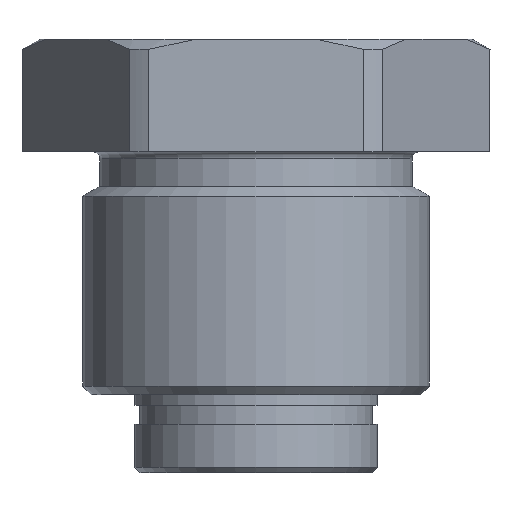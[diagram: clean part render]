
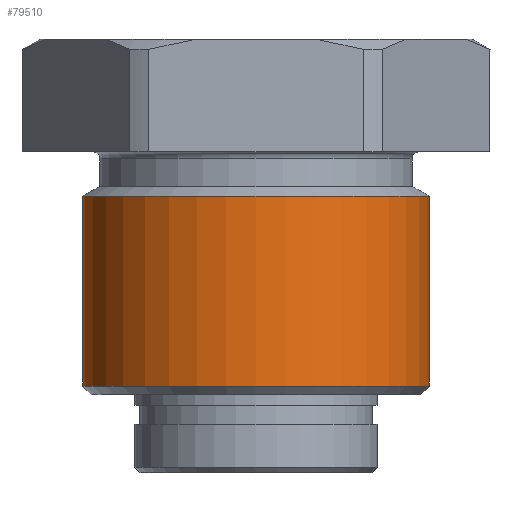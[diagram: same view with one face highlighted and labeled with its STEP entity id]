
A CAD part, front view. The second image highlights one B-rep face of the part: STEP entity #79510.
In plain terms, the highlighted cylindrical face has radius 10 mm (diameter 20 mm), a partial arc.
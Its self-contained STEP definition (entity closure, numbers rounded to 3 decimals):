
#78870=CARTESIAN_POINT('',(52.,48.,16.95));
#78880=DIRECTION('',(0.,0.,-1.));
#78890=DIRECTION('',(-1.,0.,0.));
#78900=AXIS2_PLACEMENT_3D('',#78870,#78880,#78890);
#78910=CIRCLE('',#78900,10.);
#78940=CARTESIAN_POINT('',(62.,48.,16.95));
#78950=VERTEX_POINT('',#78940);
#79100=CARTESIAN_POINT('',(42.,48.,16.95));
#79110=VERTEX_POINT('',#79100);
#79190=CARTESIAN_POINT('',(52.,48.,0.));
#79200=DIRECTION('',(0.,0.,-1.));
#79210=DIRECTION('',(-1.,0.,0.));
#79220=AXIS2_PLACEMENT_3D('',#79190,#79200,#79210);
#79230=CYLINDRICAL_SURFACE('',#79220,10.);
#79240=CARTESIAN_POINT('',(42.,48.,0.));
#79250=DIRECTION('',(0.,0.,-1.));
#79260=VECTOR('',#79250,1.);
#79270=LINE('',#79240,#79260);
#79280=CARTESIAN_POINT('',(42.,48.,6.));
#79290=VERTEX_POINT('617615-1458570632-94de80b037bf-0 1142632',#79280);
#79300=EDGE_CURVE('',#79110,#79290,#79270,.T.);
#79310=ORIENTED_EDGE('',*,*,#79300,.T.);
#79320=EDGE_CURVE('483018-1193038522-15c55b27c6-0 1217265',#78950,#79110
,#78910,.T.);
#79330=ORIENTED_EDGE('',*,*,#79320,.T.);
#79340=CARTESIAN_POINT('',(62.,48.,0.));
#79350=DIRECTION('',(0.,0.,-1.));
#79360=VECTOR('',#79350,1.);
#79370=LINE('',#79340,#79360);
#79380=CARTESIAN_POINT('',(62.,48.,6.));
#79390=VERTEX_POINT('',#79380);
#79400=EDGE_CURVE('',#78950,#79390,#79370,.T.);
#79410=ORIENTED_EDGE('',*,*,#79400,.F.);
#79420=CARTESIAN_POINT('',(52.,48.,6.));
#79430=DIRECTION('',(0.,0.,-1.));
#79440=DIRECTION('',(-1.,0.,0.));
#79450=AXIS2_PLACEMENT_3D('',#79420,#79430,#79440);
#79460=CIRCLE('',#79450,10.);
#79470=EDGE_CURVE('012643-1178198262-15c55b27c6-0 109002',#79390,#79290,
#79460,.T.);
#79480=ORIENTED_EDGE('',*,*,#79470,.F.);
#79490=EDGE_LOOP('',(#79480,#79410,#79330,#79310));
#79500=FACE_OUTER_BOUND('',#79490,.T.);
#79510=ADVANCED_FACE('012643-1178198262-15c55b27c6-0 108916',(#79500),
#79230,.T.);
